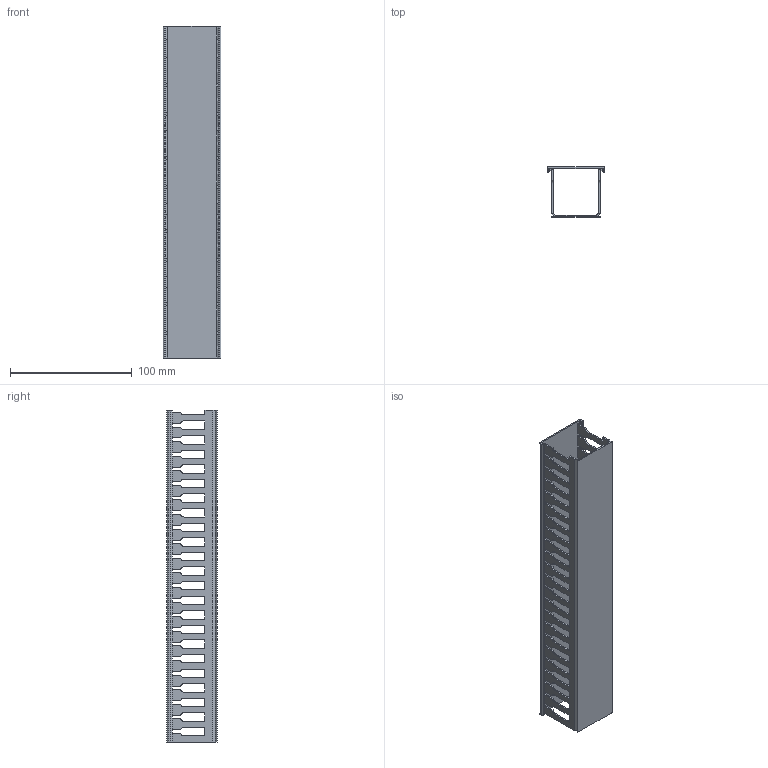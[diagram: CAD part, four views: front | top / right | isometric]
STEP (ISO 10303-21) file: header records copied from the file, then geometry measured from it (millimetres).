
FILE_DESCRIPTION (( 'STEP AP214' ), '1' );
FILE_NAME ('Wire Duct_Cable Tray 273.STEP', '2024-08-01T02:08:05', ( '' ), ( '' ), 'SwSTEP 2.0', 'SolidWorks 2022', '' );
FILE_SCHEMA (( 'AUTOMOTIVE_DESIGN' ));
Length unit declared in the file: millimetre
Products named in the file (1): Wire Duct_Cable Tray 273
Bounding box: 47.6 x 41.2 x 273 mm (x, y, z)
Volume: 48054 mm3; surface area: 85943.4 mm2
Topology: 2 solids, 2 shells, 582 faces, 1734 edges, 1156 vertices
Faces by surface type: plane 344, cylinder 238
Entity records: 19637 total; most frequent: CARTESIAN_POINT 3473, ORIENTED_EDGE 3468, DIRECTION 3376, EDGE_CURVE 1734, VECTOR 1258, LINE 1258, VERTEX_POINT 1156, AXIS2_PLACEMENT_3D 1059
